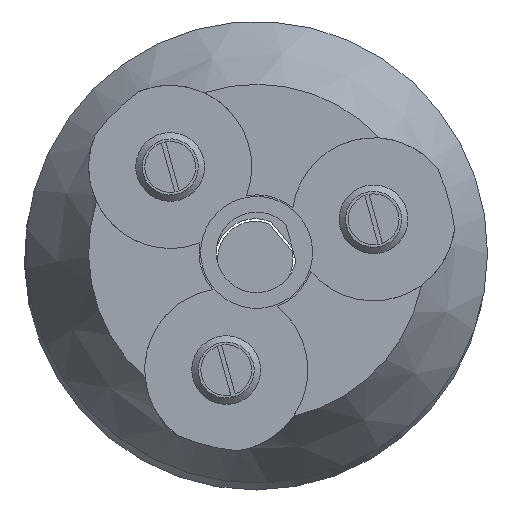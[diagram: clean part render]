
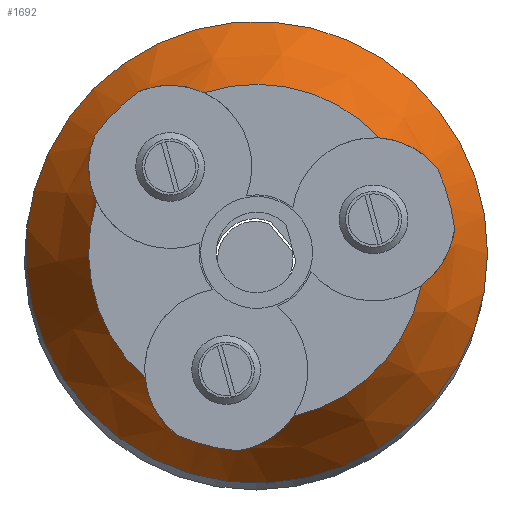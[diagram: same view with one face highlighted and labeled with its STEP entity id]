
A CAD part, front view. The second image highlights one B-rep face of the part: STEP entity #1692.
In plain terms, the highlighted conical face has half-angle 31.5 degrees and reference radius 31.18 mm.
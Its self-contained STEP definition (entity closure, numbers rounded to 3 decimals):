
#19=B_SPLINE_CURVE_WITH_KNOTS('',3,(#2968,#2969,#2970,#2971,#2972,#2973,
#2974,#2975,#2976,#2977),.UNSPECIFIED.,.F.,.F.,(4,2,2,2,4),(-4.837,
-4.336,-3.978,-3.619,-3.553),
 .UNSPECIFIED.);
#20=B_SPLINE_CURVE_WITH_KNOTS('',3,(#2981,#2982,#2983,#2984,#2985,#2986,
#2987,#2988,#2989,#2990),.UNSPECIFIED.,.F.,.F.,(4,2,2,2,4),(-2.588,
-2.523,-2.165,-1.806,-1.305),
 .UNSPECIFIED.);
#21=B_SPLINE_CURVE_WITH_KNOTS('',3,(#2994,#2995,#2996,#2997,#2998,#2999,
#3000,#3001,#3002,#3003),.UNSPECIFIED.,.F.,.F.,(4,2,2,2,4),(-4.838,
-4.337,-3.978,-3.619,-3.554),
 .UNSPECIFIED.);
#22=B_SPLINE_CURVE_WITH_KNOTS('',3,(#3007,#3008,#3009,#3010,#3011,#3012,
#3013,#3014,#3015,#3016),.UNSPECIFIED.,.F.,.F.,(4,2,2,2,4),(-2.589,
-2.523,-2.164,-1.806,-1.305),
 .UNSPECIFIED.);
#23=B_SPLINE_CURVE_WITH_KNOTS('',3,(#3020,#3021,#3022,#3023,#3024,#3025,
#3026,#3027,#3028,#3029),.UNSPECIFIED.,.F.,.F.,(4,2,2,2,4),(-4.837,
-4.337,-3.978,-3.619,-3.554),
 .UNSPECIFIED.);
#24=B_SPLINE_CURVE_WITH_KNOTS('',3,(#3033,#3034,#3035,#3036,#3037,#3038,
#3039,#3040,#3041,#3042),.UNSPECIFIED.,.F.,.F.,(4,2,2,2,4),(-2.589,
-2.523,-2.164,-1.806,-1.305),
 .UNSPECIFIED.);
#30=CONICAL_SURFACE('',#1891,31.18,0.55);
#51=FACE_BOUND('',#330,.T.);
#203=FACE_OUTER_BOUND('',#329,.T.);
#329=EDGE_LOOP('',(#1447));
#330=EDGE_LOOP('',(#1448,#1449,#1450,#1451,#1452,#1453,#1454,#1455,#1456,
#1457,#1458,#1459));
#659=CIRCLE('',#1892,36.094);
#660=CIRCLE('',#1893,26.266);
#661=CIRCLE('',#1894,31.168);
#662=CIRCLE('',#1895,26.266);
#663=CIRCLE('',#1896,31.168);
#664=CIRCLE('',#1897,26.266);
#665=CIRCLE('',#1898,31.168);
#815=VERTEX_POINT('',#2964);
#816=VERTEX_POINT('',#2966);
#817=VERTEX_POINT('',#2967);
#818=VERTEX_POINT('',#2978);
#819=VERTEX_POINT('',#2980);
#820=VERTEX_POINT('',#2991);
#821=VERTEX_POINT('',#2993);
#822=VERTEX_POINT('',#3004);
#823=VERTEX_POINT('',#3006);
#824=VERTEX_POINT('',#3017);
#825=VERTEX_POINT('',#3019);
#826=VERTEX_POINT('',#3030);
#827=VERTEX_POINT('',#3032);
#1037=EDGE_CURVE('',#815,#815,#659,.T.);
#1038=EDGE_CURVE('',#816,#817,#19,.T.);
#1039=EDGE_CURVE('',#816,#818,#660,.T.);
#1040=EDGE_CURVE('',#819,#818,#20,.T.);
#1041=EDGE_CURVE('',#819,#820,#661,.T.);
#1042=EDGE_CURVE('',#821,#820,#21,.T.);
#1043=EDGE_CURVE('',#821,#822,#662,.T.);
#1044=EDGE_CURVE('',#823,#822,#22,.T.);
#1045=EDGE_CURVE('',#823,#824,#663,.T.);
#1046=EDGE_CURVE('',#825,#824,#23,.T.);
#1047=EDGE_CURVE('',#825,#826,#664,.T.);
#1048=EDGE_CURVE('',#827,#826,#24,.T.);
#1049=EDGE_CURVE('',#827,#817,#665,.T.);
#1447=ORIENTED_EDGE('',*,*,#1037,.T.);
#1448=ORIENTED_EDGE('',*,*,#1038,.F.);
#1449=ORIENTED_EDGE('',*,*,#1039,.T.);
#1450=ORIENTED_EDGE('',*,*,#1040,.F.);
#1451=ORIENTED_EDGE('',*,*,#1041,.T.);
#1452=ORIENTED_EDGE('',*,*,#1042,.F.);
#1453=ORIENTED_EDGE('',*,*,#1043,.T.);
#1454=ORIENTED_EDGE('',*,*,#1044,.F.);
#1455=ORIENTED_EDGE('',*,*,#1045,.T.);
#1456=ORIENTED_EDGE('',*,*,#1046,.F.);
#1457=ORIENTED_EDGE('',*,*,#1047,.T.);
#1458=ORIENTED_EDGE('',*,*,#1048,.F.);
#1459=ORIENTED_EDGE('',*,*,#1049,.T.);
#1692=ADVANCED_FACE('',(#203,#51),#30,.T.);
#1891=AXIS2_PLACEMENT_3D('',#2963,#2391,#2392);
#1892=AXIS2_PLACEMENT_3D('',#2965,#2393,#2394);
#1893=AXIS2_PLACEMENT_3D('',#2979,#2395,#2396);
#1894=AXIS2_PLACEMENT_3D('',#2992,#2397,#2398);
#1895=AXIS2_PLACEMENT_3D('',#3005,#2399,#2400);
#1896=AXIS2_PLACEMENT_3D('',#3018,#2401,#2402);
#1897=AXIS2_PLACEMENT_3D('',#3031,#2403,#2404);
#1898=AXIS2_PLACEMENT_3D('',#3043,#2405,#2406);
#2391=DIRECTION('center_axis',(0.,1.,0.));
#2392=DIRECTION('ref_axis',(0.264,0.,-0.964));
#2393=DIRECTION('center_axis',(0.,-1.,0.));
#2394=DIRECTION('ref_axis',(0.264,0.,-0.964));
#2395=DIRECTION('center_axis',(0.,1.,0.));
#2396=DIRECTION('ref_axis',(0.264,0.,-0.964));
#2397=DIRECTION('center_axis',(0.,1.,0.));
#2398=DIRECTION('ref_axis',(0.264,0.,-0.964));
#2399=DIRECTION('center_axis',(0.,1.,0.));
#2400=DIRECTION('ref_axis',(0.264,0.,-0.964));
#2401=DIRECTION('center_axis',(0.,1.,0.));
#2402=DIRECTION('ref_axis',(0.264,0.,-0.964));
#2403=DIRECTION('center_axis',(0.,1.,0.));
#2404=DIRECTION('ref_axis',(0.264,0.,-0.964));
#2405=DIRECTION('center_axis',(0.,1.,0.));
#2406=DIRECTION('ref_axis',(0.264,0.,-0.964));
#2963=CARTESIAN_POINT('Origin',(34.491,-127.181,-15.056));
#2964=CARTESIAN_POINT('',(24.959,-119.162,19.757));
#2965=CARTESIAN_POINT('Origin',(34.491,-119.162,-15.056));
#2966=CARTESIAN_POINT('',(26.298,-135.2,9.899));
#2967=CARTESIAN_POINT('',(16.027,-127.2,10.055));
#2968=CARTESIAN_POINT('Ctrl Pts',(26.298,-135.2,9.899));
#2969=CARTESIAN_POINT('Ctrl Pts',(25.23,-133.898,10.389));
#2970=CARTESIAN_POINT('Ctrl Pts',(24.058,-132.677,10.747));
#2971=CARTESIAN_POINT('Ctrl Pts',(21.924,-130.79,11.056));
#2972=CARTESIAN_POINT('Ctrl Pts',(20.895,-129.979,11.104));
#2973=CARTESIAN_POINT('Ctrl Pts',(18.751,-128.542,10.907));
#2974=CARTESIAN_POINT('Ctrl Pts',(17.636,-127.917,10.66));
#2975=CARTESIAN_POINT('Ctrl Pts',(16.414,-127.363,10.212));
#2976=CARTESIAN_POINT('Ctrl Pts',(16.222,-127.28,10.137));
#2977=CARTESIAN_POINT('Ctrl Pts',(16.027,-127.2,10.055));
#2978=CARTESIAN_POINT('',(53.725,-135.2,2.832));
#2979=CARTESIAN_POINT('Origin',(34.491,-135.2,-15.056));
#2980=CARTESIAN_POINT('',(62.791,-127.2,-1.994));
#2981=CARTESIAN_POINT('Ctrl Pts',(62.791,-127.2,-1.994));
#2982=CARTESIAN_POINT('Ctrl Pts',(62.661,-127.28,-1.829));
#2983=CARTESIAN_POINT('Ctrl Pts',(62.529,-127.363,-1.67));
#2984=CARTESIAN_POINT('Ctrl Pts',(61.677,-127.916,-0.689));
#2985=CARTESIAN_POINT('Ctrl Pts',(60.82,-128.541,0.067));
#2986=CARTESIAN_POINT('Ctrl Pts',(59.038,-129.978,1.275));
#2987=CARTESIAN_POINT('Ctrl Pts',(58.113,-130.789,1.73));
#2988=CARTESIAN_POINT('Ctrl Pts',(56.096,-132.677,2.491));
#2989=CARTESIAN_POINT('Ctrl Pts',(54.897,-133.898,2.744));
#2990=CARTESIAN_POINT('Ctrl Pts',(53.725,-135.2,2.832));
#2991=CARTESIAN_POINT('',(65.439,-127.2,-11.354));
#2992=CARTESIAN_POINT('Origin',(34.491,-127.2,-15.056));
#2993=CARTESIAN_POINT('',(60.246,-135.2,-20.214));
#2994=CARTESIAN_POINT('Ctrl Pts',(60.246,-135.2,-20.214));
#2995=CARTESIAN_POINT('Ctrl Pts',(61.198,-133.898,-19.526));
#2996=CARTESIAN_POINT('Ctrl Pts',(62.087,-132.677,-18.682));
#2997=CARTESIAN_POINT('Ctrl Pts',(63.406,-130.789,-16.977));
#2998=CARTESIAN_POINT('Ctrl Pts',(63.955,-129.978,-16.105));
#2999=CARTESIAN_POINT('Ctrl Pts',(64.84,-128.541,-14.142));
#3000=CARTESIAN_POINT('Ctrl Pts',(65.174,-127.916,-13.049));
#3001=CARTESIAN_POINT('Ctrl Pts',(65.386,-127.363,-11.767));
#3002=CARTESIAN_POINT('Ctrl Pts',(65.415,-127.28,-11.563));
#3003=CARTESIAN_POINT('Ctrl Pts',(65.439,-127.2,-11.354));
#3004=CARTESIAN_POINT('',(40.245,-135.2,-40.684));
#3005=CARTESIAN_POINT('Origin',(34.491,-135.2,-15.056));
#3006=CARTESIAN_POINT('',(31.505,-127.2,-46.081));
#3007=CARTESIAN_POINT('Ctrl Pts',(31.505,-127.2,-46.081));
#3008=CARTESIAN_POINT('Ctrl Pts',(31.714,-127.28,-46.052));
#3009=CARTESIAN_POINT('Ctrl Pts',(31.918,-127.364,-46.018));
#3010=CARTESIAN_POINT('Ctrl Pts',(33.196,-127.917,-45.776));
#3011=CARTESIAN_POINT('Ctrl Pts',(34.281,-128.542,-45.417));
#3012=CARTESIAN_POINT('Ctrl Pts',(36.223,-129.979,-44.487));
#3013=CARTESIAN_POINT('Ctrl Pts',(37.082,-130.79,-43.918));
#3014=CARTESIAN_POINT('Ctrl Pts',(38.756,-132.677,-42.559));
#3015=CARTESIAN_POINT('Ctrl Pts',(39.579,-133.898,-41.651));
#3016=CARTESIAN_POINT('Ctrl Pts',(40.245,-135.2,-40.684));
#3017=CARTESIAN_POINT('',(22.091,-127.2,-43.651));
#3018=CARTESIAN_POINT('Origin',(34.491,-127.2,-15.056));
#3019=CARTESIAN_POINT('',(17.055,-135.2,-34.699));
#3020=CARTESIAN_POINT('Ctrl Pts',(17.055,-135.2,-34.699));
#3021=CARTESIAN_POINT('Ctrl Pts',(17.169,-133.898,-35.868));
#3022=CARTESIAN_POINT('Ctrl Pts',(17.45,-132.677,-37.061));
#3023=CARTESIAN_POINT('Ctrl Pts',(18.257,-130.79,-39.06));
#3024=CARTESIAN_POINT('Ctrl Pts',(18.734,-129.979,-39.973));
#3025=CARTESIAN_POINT('Ctrl Pts',(19.983,-128.542,-41.727));
#3026=CARTESIAN_POINT('Ctrl Pts',(20.759,-127.917,-42.566));
#3027=CARTESIAN_POINT('Ctrl Pts',(21.76,-127.364,-43.396));
#3028=CARTESIAN_POINT('Ctrl Pts',(21.922,-127.28,-43.525));
#3029=CARTESIAN_POINT('Ctrl Pts',(22.091,-127.2,-43.651));
#3030=CARTESIAN_POINT('',(9.452,-135.2,-7.124));
#3031=CARTESIAN_POINT('Origin',(34.491,-135.2,-15.056));
#3032=CARTESIAN_POINT('',(9.189,-127.2,3.144));
#3033=CARTESIAN_POINT('Ctrl Pts',(9.189,-127.2,3.144));
#3034=CARTESIAN_POINT('Ctrl Pts',(9.109,-127.28,2.949));
#3035=CARTESIAN_POINT('Ctrl Pts',(9.035,-127.364,2.755));
#3036=CARTESIAN_POINT('Ctrl Pts',(8.601,-127.917,1.529));
#3037=CARTESIAN_POINT('Ctrl Pts',(8.365,-128.542,0.412));
#3038=CARTESIAN_POINT('Ctrl Pts',(8.191,-129.979,-1.735));
#3039=CARTESIAN_POINT('Ctrl Pts',(8.25,-130.79,-2.764));
#3040=CARTESIAN_POINT('Ctrl Pts',(8.581,-132.677,-4.894));
#3041=CARTESIAN_POINT('Ctrl Pts',(8.951,-133.898,-6.062));
#3042=CARTESIAN_POINT('Ctrl Pts',(9.452,-135.2,-7.124));
#3043=CARTESIAN_POINT('Origin',(34.491,-127.2,-15.056));
